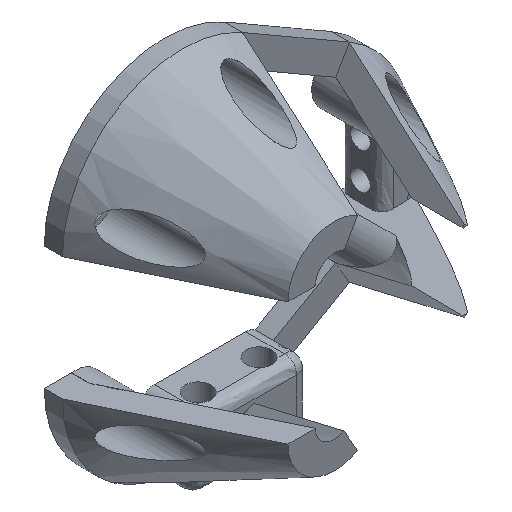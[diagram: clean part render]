
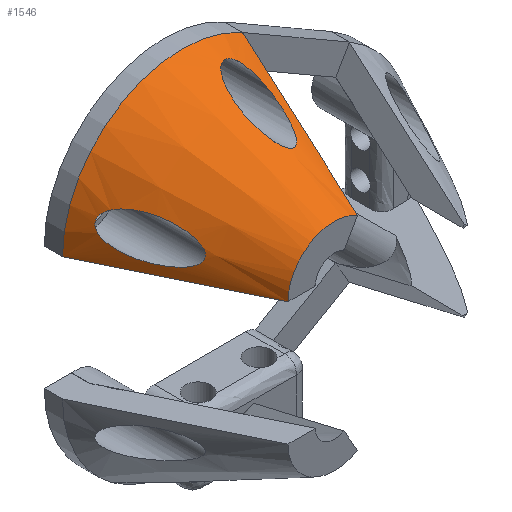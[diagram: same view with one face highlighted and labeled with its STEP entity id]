
A CAD part, isometric view. The second image highlights one B-rep face of the part: STEP entity #1546.
In plain terms, the highlighted conical face has half-angle 25.901 degrees and reference radius 7.64 mm.
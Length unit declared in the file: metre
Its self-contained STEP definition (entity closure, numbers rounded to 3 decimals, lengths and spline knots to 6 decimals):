
#134=LINE('',#2744,#210);
#135=LINE('',#2749,#211);
#210=VECTOR('',#1954,1.);
#211=VECTOR('',#1957,1.);
#289=CIRCLE('',#1699,0.01978);
#290=CIRCLE('',#1700,0.00764);
#452=ORIENTED_EDGE('',*,*,#901,.T.);
#453=ORIENTED_EDGE('',*,*,#902,.T.);
#454=ORIENTED_EDGE('',*,*,#903,.F.);
#455=ORIENTED_EDGE('',*,*,#904,.F.);
#456=ORIENTED_EDGE('',*,*,#905,.T.);
#457=ORIENTED_EDGE('',*,*,#906,.T.);
#901=EDGE_CURVE('',#1118,#1118,#1203,.T.);
#902=EDGE_CURVE('',#1119,#1120,#134,.T.);
#903=EDGE_CURVE('',#1121,#1120,#289,.T.);
#904=EDGE_CURVE('',#1122,#1121,#135,.T.);
#905=EDGE_CURVE('',#1122,#1119,#290,.T.);
#906=EDGE_CURVE('',#1123,#1123,#1204,.T.);
#1118=VERTEX_POINT('',#2743);
#1119=VERTEX_POINT('',#2745);
#1120=VERTEX_POINT('',#2746);
#1121=VERTEX_POINT('',#2748);
#1122=VERTEX_POINT('',#2750);
#1123=VERTEX_POINT('',#2780);
#1203=B_SPLINE_CURVE_WITH_KNOTS('',3,(#2712,#2713,#2714,#2715,#2716,#2717,
#2718,#2719,#2720,#2721,#2722,#2723,#2724,#2725,#2726,#2727,#2728,#2729,
#2730,#2731,#2732,#2733,#2734,#2735,#2736,#2737,#2738,#2739,#2740,#2741,
#2742),.UNSPECIFIED.,.T.,.F.,(1,1,1,1,1,1,1,1,1,1,1,1,1,1,1,1,1,1,1,1,1,
1,1,1,1,1,1,1,1,1,1,1,1,1,1),(-0.00151,-0.001006,
-0.000503,0.,0.001006,0.002013,
0.003019,0.004026,0.006038,0.008051,
0.010064,0.01107,0.012077,0.013083,
0.014089,0.015096,0.016102,0.017108,
0.018115,0.019121,0.020128,0.02214,
0.024153,0.026166,0.027172,0.028179,
0.029185,0.030191,0.030695,0.031198,
0.031701,0.032204,0.033211,0.034217,
0.035223),.UNSPECIFIED.);
#1204=B_SPLINE_CURVE_WITH_KNOTS('',3,(#2752,#2753,#2754,#2755,#2756,#2757,
#2758,#2759,#2760,#2761,#2762,#2763,#2764,#2765,#2766,#2767,#2768,#2769,
#2770,#2771,#2772,#2773,#2774,#2775,#2776,#2777,#2778,#2779),
 .UNSPECIFIED.,.T.,.F.,(1,1,1,1,1,1,1,1,1,1,1,1,1,1,1,1,1,1,1,1,1,1,1,1,
1,1,1,1,1,1,1,1),(-0.002016,-0.001008,-0.000504,
0.,0.001008,0.002016,0.003024,
0.004032,0.006048,0.008064,0.01008,
0.012096,0.013104,0.014112,0.01512,
0.016128,0.017136,0.018144,0.019152,
0.02016,0.022176,0.024192,0.026208,
0.028224,0.029232,0.03024,0.031248,
0.031752,0.032256,0.033264,0.034272,
0.03528),.UNSPECIFIED.);
#1283=EDGE_LOOP('',(#452));
#1284=EDGE_LOOP('',(#453,#454,#455,#456));
#1285=EDGE_LOOP('',(#457));
#1412=FACE_BOUND('',#1283,.T.);
#1413=FACE_BOUND('',#1284,.T.);
#1414=FACE_BOUND('',#1285,.T.);
#1521=CONICAL_SURFACE('',#1698,0.00764,0.452);
#1546=ADVANCED_FACE('',(#1412,#1413,#1414),#1521,.T.);
#1698=AXIS2_PLACEMENT_3D('',#2711,#1952,#1953);
#1699=AXIS2_PLACEMENT_3D('',#2747,#1955,#1956);
#1700=AXIS2_PLACEMENT_3D('',#2751,#1958,#1959);
#1952=DIRECTION('',(0.,1.,0.));
#1953=DIRECTION('',(0.,0.,1.));
#1954=DIRECTION('',(0.218,0.9,0.378));
#1955=DIRECTION('',(0.,1.,0.));
#1956=DIRECTION('',(0.,0.,-1.));
#1957=DIRECTION('',(-0.437,0.9,0.));
#1958=DIRECTION('',(0.,1.,0.));
#1959=DIRECTION('',(0.,0.,-1.));
#2711=CARTESIAN_POINT('',(-0.00586,-0.025,0.01015));
#2712=CARTESIAN_POINT('',(-0.003202,-0.015482,0.022124));
#2713=CARTESIAN_POINT('',(-0.003836,-0.01528,0.02235));
#2714=CARTESIAN_POINT('',(-0.00437,-0.014704,0.022705));
#2715=CARTESIAN_POINT('',(-0.004794,-0.0139,0.023138));
#2716=CARTESIAN_POINT('',(-0.005088,-0.013037,0.023578));
#2717=CARTESIAN_POINT('',(-0.005351,-0.011868,0.024158));
#2718=CARTESIAN_POINT('',(-0.005495,-0.010358,0.024896));
#2719=CARTESIAN_POINT('',(-0.005412,-0.008566,0.025764));
#2720=CARTESIAN_POINT('',(-0.005131,-0.007091,0.026471));
#2721=CARTESIAN_POINT('',(-0.004736,-0.005919,0.027019));
#2722=CARTESIAN_POINT('',(-0.004346,-0.005079,0.027399));
#2723=CARTESIAN_POINT('',(-0.003829,-0.004274,0.02774));
#2724=CARTESIAN_POINT('',(-0.003149,-0.00356,0.028001));
#2725=CARTESIAN_POINT('',(-0.002237,-0.00305,0.028096));
#2726=CARTESIAN_POINT('',(-0.001198,-0.003096,0.027831));
#2727=CARTESIAN_POINT('',(-0.000463,-0.003655,0.027332));
#2728=CARTESIAN_POINT('',(0.000003,-0.00438,0.026804));
#2729=CARTESIAN_POINT('',(0.000301,-0.005191,0.026273));
#2730=CARTESIAN_POINT('',(0.000529,-0.006321,0.025593));
#2731=CARTESIAN_POINT('',(0.000578,-0.007802,0.024789));
#2732=CARTESIAN_POINT('',(0.000374,-0.009586,0.02393));
#2733=CARTESIAN_POINT('',(0.000007,-0.011102,0.023288));
#2734=CARTESIAN_POINT('',(-0.000405,-0.012288,0.02284));
#2735=CARTESIAN_POINT('',(-0.000785,-0.013167,0.022537));
#2736=CARTESIAN_POINT('',(-0.001255,-0.014023,0.022277));
#2737=CARTESIAN_POINT('',(-0.001748,-0.014688,0.022114));
#2738=CARTESIAN_POINT('',(-0.002246,-0.015138,0.022044));
#2739=CARTESIAN_POINT('',(-0.002692,-0.015396,0.022042));
#2740=CARTESIAN_POINT('',(-0.003202,-0.015482,0.022124));
#2741=CARTESIAN_POINT('',(-0.003836,-0.01528,0.02235));
#2742=CARTESIAN_POINT('',(-0.00437,-0.014704,0.022705));
#2743=CARTESIAN_POINT('',(-0.00366,-0.015309,0.022298));
#2744=CARTESIAN_POINT('',(-0.00204,-0.025,0.016766));
#2745=CARTESIAN_POINT('',(-0.00204,-0.025,0.016766));
#2746=CARTESIAN_POINT('',(0.00403,0.,0.02728));
#2747=CARTESIAN_POINT('',(-0.00586,0.,0.01015));
#2748=CARTESIAN_POINT('',(-0.02564,0.,0.01015));
#2749=CARTESIAN_POINT('',(-0.0135,-0.025,0.01015));
#2750=CARTESIAN_POINT('',(-0.0135,-0.025,0.01015));
#2751=CARTESIAN_POINT('',(-0.00586,-0.025,0.01015));
#2752=CARTESIAN_POINT('',(-0.017583,-0.015485,0.013755));
#2753=CARTESIAN_POINT('',(-0.017842,-0.015321,0.013128));
#2754=CARTESIAN_POINT('',(-0.018238,-0.014756,0.012599));
#2755=CARTESIAN_POINT('',(-0.018704,-0.013954,0.012198));
#2756=CARTESIAN_POINT('',(-0.019163,-0.013096,0.011931));
#2757=CARTESIAN_POINT('',(-0.019764,-0.011924,0.011703));
#2758=CARTESIAN_POINT('',(-0.020511,-0.010413,0.011609));
#2759=CARTESIAN_POINT('',(-0.021369,-0.008628,0.011745));
#2760=CARTESIAN_POINT('',(-0.022201,-0.006836,0.012144));
#2761=CARTESIAN_POINT('',(-0.02283,-0.005392,0.012737));
#2762=CARTESIAN_POINT('',(-0.023238,-0.004312,0.013451));
#2763=CARTESIAN_POINT('',(-0.023453,-0.003595,0.014136));
#2764=CARTESIAN_POINT('',(-0.023494,-0.003066,0.015043));
#2765=CARTESIAN_POINT('',(-0.023173,-0.003077,0.016063));
#2766=CARTESIAN_POINT('',(-0.022626,-0.003618,0.016777));
#2767=CARTESIAN_POINT('',(-0.022062,-0.004339,0.017215));
#2768=CARTESIAN_POINT('',(-0.021514,-0.005142,0.017479));
#2769=CARTESIAN_POINT('',(-0.020812,-0.006277,0.017665));
#2770=CARTESIAN_POINT('',(-0.020011,-0.007742,0.017662));
#2771=CARTESIAN_POINT('',(-0.019159,-0.009543,0.017399));
#2772=CARTESIAN_POINT('',(-0.018427,-0.011345,0.016912));
#2773=CARTESIAN_POINT('',(-0.017931,-0.01282,0.016321));
#2774=CARTESIAN_POINT('',(-0.017625,-0.013968,0.015678));
#2775=CARTESIAN_POINT('',(-0.017468,-0.014769,0.015082));
#2776=CARTESIAN_POINT('',(-0.017441,-0.015329,0.014421));
#2777=CARTESIAN_POINT('',(-0.017583,-0.015485,0.013755));
#2778=CARTESIAN_POINT('',(-0.017842,-0.015321,0.013128));
#2779=CARTESIAN_POINT('',(-0.018238,-0.014756,0.012599));
#2780=CARTESIAN_POINT('',(-0.017782,-0.015338,0.013302));
